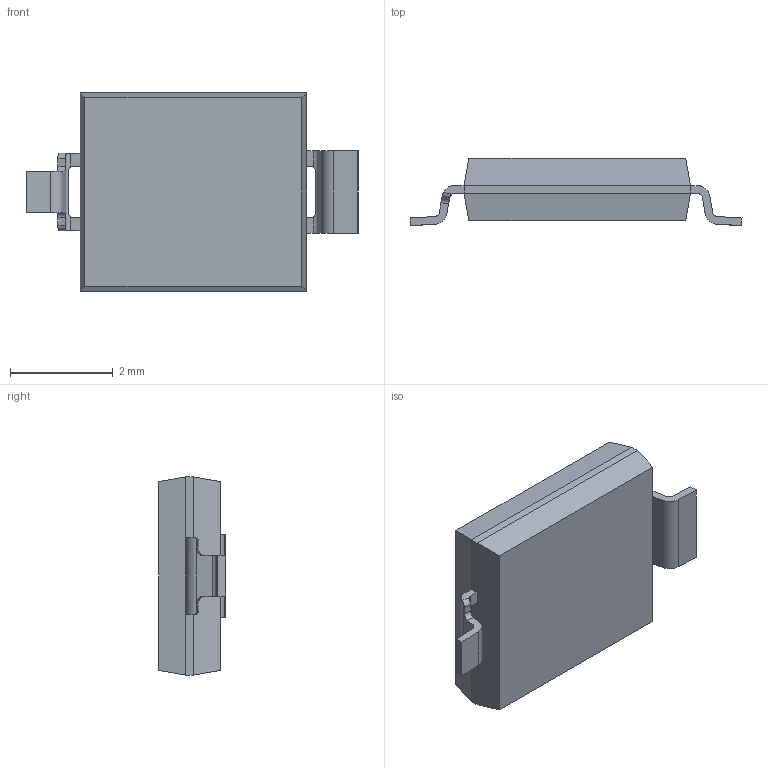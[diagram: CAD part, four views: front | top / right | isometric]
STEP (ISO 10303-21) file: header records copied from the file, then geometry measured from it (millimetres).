
FILE_DESCRIPTION (( 'STEP AP214' ), '1' );
FILE_NAME ('BP 104 FASR.STEP', '2022-10-12T12:02:41', ( '' ), ( '' ), 'SwSTEP 2.0', 'SolidWorks 2017', '' );
FILE_SCHEMA (( 'AUTOMOTIVE_DESIGN' ));
Length unit declared in the file: millimetre
Products named in the file (1): BP 104 FASR
Bounding box: 6.45 x 1.3 x 3.85 mm (x, y, z)
Volume: 20 mm3; surface area: 59 mm2
Topology: 3 solids, 3 shells, 66 faces, 172 edges, 112 vertices
Faces by surface type: plane 50, cylinder 16
Entity records: 2172 total; most frequent: CARTESIAN_POINT 507, ORIENTED_EDGE 344, DIRECTION 318, EDGE_CURVE 172, VECTOR 128, LINE 128, VERTEX_POINT 112, AXIS2_PLACEMENT_3D 95
